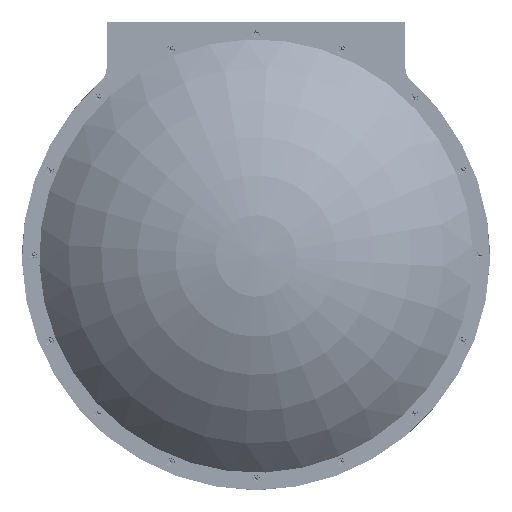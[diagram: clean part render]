
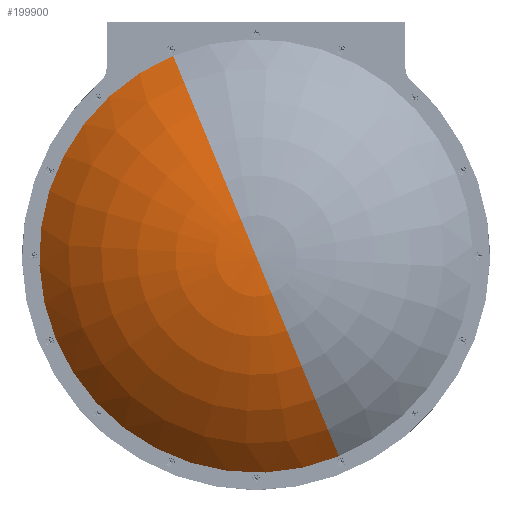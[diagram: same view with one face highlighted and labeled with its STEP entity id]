
A CAD part, front view. The second image highlights one B-rep face of the part: STEP entity #199900.
In plain terms, the highlighted toroidal (fillet/blend) face has major radius 5.194 mm and minor radius 195.644 mm.
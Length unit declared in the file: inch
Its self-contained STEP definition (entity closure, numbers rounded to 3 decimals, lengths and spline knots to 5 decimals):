
#2845 = DIRECTION ( 'NONE',  ( 0., -1., 0. ) ) ;
#9011 = DIRECTION ( 'NONE',  ( 0.383, 0., -0.924 ) ) ;
#14589 = EDGE_CURVE ( 'NONE', #122495, #23742, #120710, .T. ) ;
#17178 = CARTESIAN_POINT ( 'NONE',  ( -1.33843, 1.65953, 11.04232 ) ) ;
#23742 = VERTEX_POINT ( 'NONE', #31459 ) ;
#27748 = EDGE_LOOP ( 'NONE', ( #159756, #148030, #78200 ) ) ;
#31459 = CARTESIAN_POINT ( 'NONE',  ( -1.41669, -6.04028, 11.23125 ) ) ;
#37023 = CARTESIAN_POINT ( 'NONE',  ( -1.41669, -3.39028, 11.23125 ) ) ;
#41433 = TOROIDAL_SURFACE ( 'NONE', #161686, 0.20449, 7.70252 ) ;
#44913 = AXIS2_PLACEMENT_3D ( 'NONE', #55501, #178775, #9011 ) ;
#49537 = DIRECTION ( 'NONE',  ( -0.383, 0., 0.924 ) ) ;
#52508 = DIRECTION ( 'NONE',  ( 0., -1., 0. ) ) ;
#55501 = CARTESIAN_POINT ( 'NONE',  ( -1.49494, 1.65953, 11.42017 ) ) ;
#63501 = DIRECTION ( 'NONE',  ( -0.383, 0., 0.924 ) ) ;
#69066 = AXIS2_PLACEMENT_3D ( 'NONE', #37023, #52508, #160368 ) ;
#72143 = EDGE_CURVE ( 'NONE', #129861, #23742, #127728, .T. ) ;
#77381 = CARTESIAN_POINT ( 'NONE',  ( 0.88733, -3.39028, 5.66885 ) ) ;
#78200 = ORIENTED_EDGE ( 'NONE', *, *, #14589, .F. ) ;
#79196 = EDGE_CURVE ( 'NONE', #122495, #129861, #199715, .T. ) ;
#116214 = FACE_OUTER_BOUND ( 'NONE', #27748, .T. ) ;
#120710 = CIRCLE ( 'NONE', #44913, 7.70252 ) ;
#122495 = VERTEX_POINT ( 'NONE', #147322 ) ;
#127728 = CIRCLE ( 'NONE', #192844, 7.70252 ) ;
#129861 = VERTEX_POINT ( 'NONE', #77381 ) ;
#147322 = CARTESIAN_POINT ( 'NONE',  ( -3.72071, -3.39028, 16.79365 ) ) ;
#148030 = ORIENTED_EDGE ( 'NONE', *, *, #72143, .T. ) ;
#159756 = ORIENTED_EDGE ( 'NONE', *, *, #79196, .T. ) ;
#160368 = DIRECTION ( 'NONE',  ( -0.383, 0., 0.924 ) ) ;
#161686 = AXIS2_PLACEMENT_3D ( 'NONE', #172700, #2845, #63501 ) ;
#172700 = CARTESIAN_POINT ( 'NONE',  ( -1.41669, 1.65953, 11.23125 ) ) ;
#178775 = DIRECTION ( 'NONE',  ( 0.924, 0., 0.383 ) ) ;
#187623 = DIRECTION ( 'NONE',  ( -0.924, 0., -0.383 ) ) ;
#192844 = AXIS2_PLACEMENT_3D ( 'NONE', #17178, #187623, #49537 ) ;
#199715 = CIRCLE ( 'NONE', #69066, 6.0207 ) ;
#199900 = ADVANCED_FACE ( 'NONE', ( #116214 ), #41433, .T. ) ;
